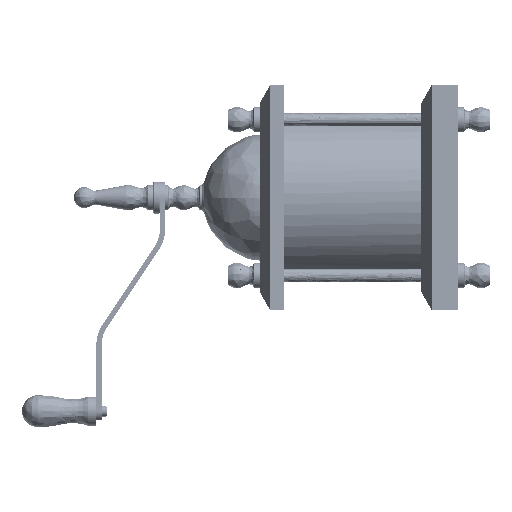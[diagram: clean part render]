
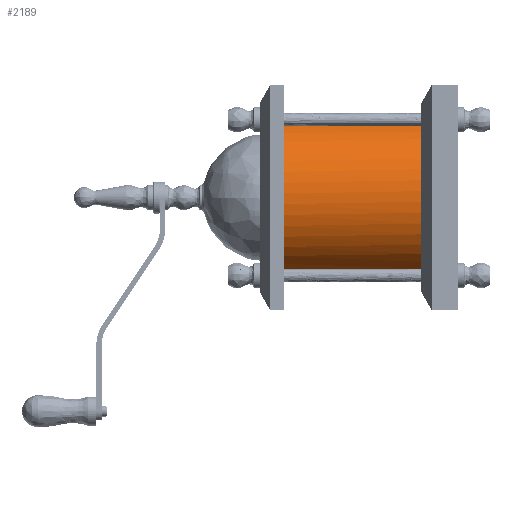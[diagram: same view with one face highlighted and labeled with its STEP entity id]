
A CAD part, left-side view. The second image highlights one B-rep face of the part: STEP entity #2189.
In plain terms, the highlighted free-form (B-spline) face has degree [2, 1] with [5, 2] control points.
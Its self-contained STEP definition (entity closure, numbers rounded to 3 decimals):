
#2189 = ADVANCED_FACE('',(#2190),#2226,.T.);
#2190 = FACE_BOUND('',#2191,.T.);
#2191 = EDGE_LOOP('',(#2192,#2204,#2211,#2221));
#2192 = ORIENTED_EDGE('',*,*,#2193,.F.);
#2193 = EDGE_CURVE('',#2194,#2196,#2198,.T.);
#2194 = VERTEX_POINT('',#2195);
#2195 = CARTESIAN_POINT('',(0.,16.293,
    -39.314));
#2196 = VERTEX_POINT('',#2197);
#2197 = CARTESIAN_POINT('',(0.,16.293,
    39.314));
#2198 = ( BOUNDED_CURVE() B_SPLINE_CURVE(2,(#2199,#2200,#2201,#2202,
#2203),.UNSPECIFIED.,.F.,.F.) B_SPLINE_CURVE_WITH_KNOTS((3,2,3),(0.,
1.571,3.142),.PIECEWISE_BEZIER_KNOTS.) CURVE() 
GEOMETRIC_REPRESENTATION_ITEM() RATIONAL_B_SPLINE_CURVE((1.,
0.707,1.,0.707,1.)) REPRESENTATION_ITEM('') );
#2199 = CARTESIAN_POINT('',(0.,16.293,
    -39.314));
#2200 = CARTESIAN_POINT('',(-39.314,16.293,
    -39.314));
#2201 = CARTESIAN_POINT('',(-39.314,16.293,
    0.));
#2202 = CARTESIAN_POINT('',(-39.314,16.293,
    39.314));
#2203 = CARTESIAN_POINT('',(0.,16.293,
    39.314));
#2204 = ORIENTED_EDGE('',*,*,#2205,.F.);
#2205 = EDGE_CURVE('',#2206,#2194,#2208,.T.);
#2206 = VERTEX_POINT('',#2207);
#2207 = CARTESIAN_POINT('',(0.,86.672,
    -39.314));
#2208 = B_SPLINE_CURVE_WITH_KNOTS('',1,(#2209,#2210),.UNSPECIFIED.,.F.,
  .F.,(2,2),(0.,54.6),.PIECEWISE_BEZIER_KNOTS.);
#2209 = CARTESIAN_POINT('',(0.,86.672,-39.314));
#2210 = CARTESIAN_POINT('',(0.,16.293,-39.314));
#2211 = ORIENTED_EDGE('',*,*,#2212,.F.);
#2212 = EDGE_CURVE('',#2213,#2206,#2215,.T.);
#2213 = VERTEX_POINT('',#2214);
#2214 = CARTESIAN_POINT('',(0.,86.672,39.314));
#2215 = ( BOUNDED_CURVE() B_SPLINE_CURVE(2,(#2216,#2217,#2218,#2219,
#2220),.UNSPECIFIED.,.F.,.F.) B_SPLINE_CURVE_WITH_KNOTS((3,2,3),(
    0.,1.571,3.142),
.PIECEWISE_BEZIER_KNOTS.) CURVE() GEOMETRIC_REPRESENTATION_ITEM() 
RATIONAL_B_SPLINE_CURVE((1.,0.707,1.,0.707,1.)) 
REPRESENTATION_ITEM('') );
#2216 = CARTESIAN_POINT('',(0.,86.672,39.314));
#2217 = CARTESIAN_POINT('',(-39.314,86.672,
    39.314));
#2218 = CARTESIAN_POINT('',(-39.314,86.672,
    0.));
#2219 = CARTESIAN_POINT('',(-39.314,86.672,
    -39.314));
#2220 = CARTESIAN_POINT('',(0.,86.672,
    -39.314));
#2221 = ORIENTED_EDGE('',*,*,#2222,.F.);
#2222 = EDGE_CURVE('',#2196,#2213,#2223,.T.);
#2223 = B_SPLINE_CURVE_WITH_KNOTS('',1,(#2224,#2225),.UNSPECIFIED.,.F.,
  .F.,(2,2),(0.,54.6),.PIECEWISE_BEZIER_KNOTS.);
#2224 = CARTESIAN_POINT('',(0.,16.293,39.314));
#2225 = CARTESIAN_POINT('',(0.,86.672,39.314));
#2226 = ( BOUNDED_SURFACE() B_SPLINE_SURFACE(2,1,(
    (#2227,#2228)
    ,(#2229,#2230)
    ,(#2231,#2232)
    ,(#2233,#2234)
    ,(#2235,#2236
)),.UNSPECIFIED.,.F.,.F.,.F.) B_SPLINE_SURFACE_WITH_KNOTS((3,2,3),(2,2),
  (0.,1.571,3.142),(0.,54.6),.PIECEWISE_BEZIER_KNOTS.) 
GEOMETRIC_REPRESENTATION_ITEM() RATIONAL_B_SPLINE_SURFACE((
    (1.,1.)
    ,(0.707,0.707)
    ,(1.,1.)
    ,(0.707,0.707)
,(1.,1.))) REPRESENTATION_ITEM('') SURFACE() );
#2227 = CARTESIAN_POINT('',(0.,86.672,
    -39.314));
#2228 = CARTESIAN_POINT('',(0.,16.293,
    -39.314));
#2229 = CARTESIAN_POINT('',(-39.314,86.672,
    -39.314));
#2230 = CARTESIAN_POINT('',(-39.314,16.293,
    -39.314));
#2231 = CARTESIAN_POINT('',(-39.314,86.672,
    0.));
#2232 = CARTESIAN_POINT('',(-39.314,16.293,
    0.));
#2233 = CARTESIAN_POINT('',(-39.314,86.672,
    39.314));
#2234 = CARTESIAN_POINT('',(-39.314,16.293,
    39.314));
#2235 = CARTESIAN_POINT('',(0.,86.672,
    39.314));
#2236 = CARTESIAN_POINT('',(0.,16.293,
    39.314));
